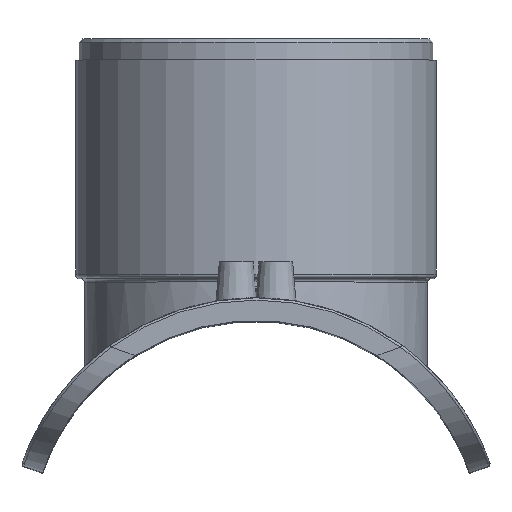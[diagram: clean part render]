
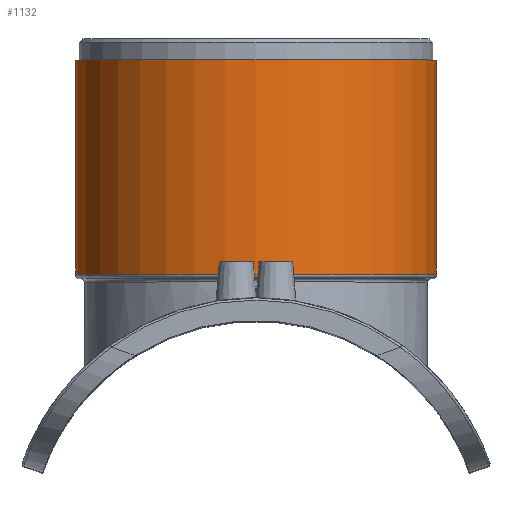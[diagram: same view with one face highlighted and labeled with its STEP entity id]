
A CAD part, top view. The second image highlights one B-rep face of the part: STEP entity #1132.
In plain terms, the highlighted cylindrical face has radius 80 mm (diameter 160 mm), a full revolution.
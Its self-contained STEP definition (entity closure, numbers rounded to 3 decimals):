
#50=FACE_BOUND('',#245,.T.);
#154=FACE_OUTER_BOUND('',#244,.T.);
#244=EDGE_LOOP('',(#992));
#245=EDGE_LOOP('',(#993));
#321=CIRCLE('',#1256,80.);
#323=CIRCLE('',#1260,80.);
#560=VERTEX_POINT('',#2928);
#562=VERTEX_POINT('',#2934);
#715=EDGE_CURVE('',#560,#560,#321,.T.);
#717=EDGE_CURVE('',#562,#562,#323,.T.);
#992=ORIENTED_EDGE('',*,*,#717,.F.);
#993=ORIENTED_EDGE('',*,*,#715,.F.);
#1063=CYLINDRICAL_SURFACE('',#1259,80.);
#1132=ADVANCED_FACE('',(#154,#50),#1063,.T.);
#1256=AXIS2_PLACEMENT_3D('',#2929,#1548,#1549);
#1259=AXIS2_PLACEMENT_3D('',#2933,#1554,#1555);
#1260=AXIS2_PLACEMENT_3D('',#2935,#1556,#1557);
#1548=DIRECTION('center_axis',(0.,-1.,0.));
#1549=DIRECTION('ref_axis',(0.,0.,-1.));
#1554=DIRECTION('center_axis',(0.,1.,0.));
#1555=DIRECTION('ref_axis',(0.,0.,1.));
#1556=DIRECTION('center_axis',(0.,1.,0.));
#1557=DIRECTION('ref_axis',(1.,0.,0.));
#2928=CARTESIAN_POINT('',(0.,120.35,80.));
#2929=CARTESIAN_POINT('Origin',(0.,120.35,0.));
#2933=CARTESIAN_POINT('Origin',(0.,167.188,0.));
#2934=CARTESIAN_POINT('',(0.,215.625,80.));
#2935=CARTESIAN_POINT('Origin',(0.,215.625,0.));
